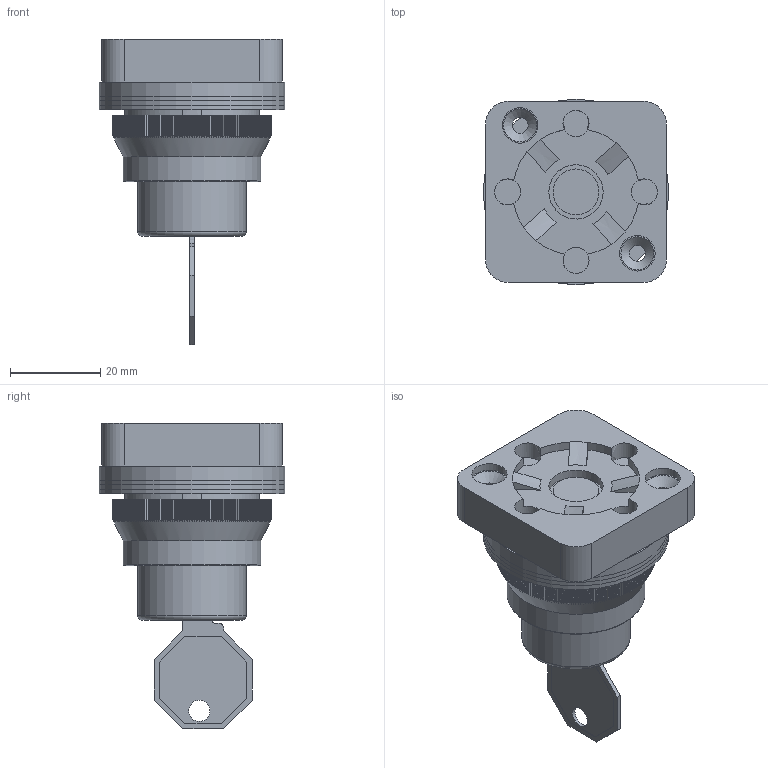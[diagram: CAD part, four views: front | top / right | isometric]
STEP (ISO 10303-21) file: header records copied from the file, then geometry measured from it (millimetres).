
FILE_DESCRIPTION((''),'2;1');
FILE_NAME('AK2-xPx-KDx.stp','2007-11-20T10:46:53',('Philipp'),(''),'Autodesk Inventor 2008','Autodesk Inventor 2008','');
FILE_SCHEMA(('AUTOMOTIVE_DESIGN { 1 0 10303 214 1 1 1 1 }'));
Length unit declared in the file: millimetre
Products named in the file (6): AK2-xPx-KDx; base; rubber_gasket_3mm; rubber_gasket_1mm; cap; 2KY455
Assembly tree (7 placements, depth 2):
  AK2-xPx-KDx
    base
    rubber_gasket_3mm
    rubber_gasket_1mm  x3
    cap
    2KY455
Bounding box: 41 x 41 x 67.64 mm (x, y, z)
Volume: 38949.8 mm3; surface area: 23222.7 mm2
Topology: 7 solids, 7 shells, 761 faces, 2183 edges, 1452 vertices
Faces by surface type: plane 493, cylinder 241, bspline 18, cone 7, torus 2
Full cylindrical faces by diameter (mm): 3.5 x1, 5.75 x2, 7.85 x1, 10.15 x1, 12 x1, 15.9 x1, 16 x1, 24 x1, 24.5 x1, 25 x1, 27.5 x2, 30 x2, 30.5 x5, 31 x1, 41 x4
Entity records: 24365 total; most frequent: CARTESIAN_POINT 5281, ORIENTED_EDGE 4256, DIRECTION 3731, EDGE_CURVE 2128, VERTEX_POINT 1433, AXIS2_PLACEMENT_3D 1263, VECTOR 1205, LINE 1205
